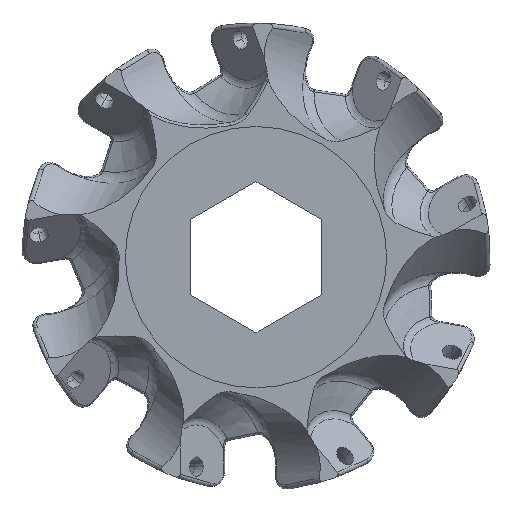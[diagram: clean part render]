
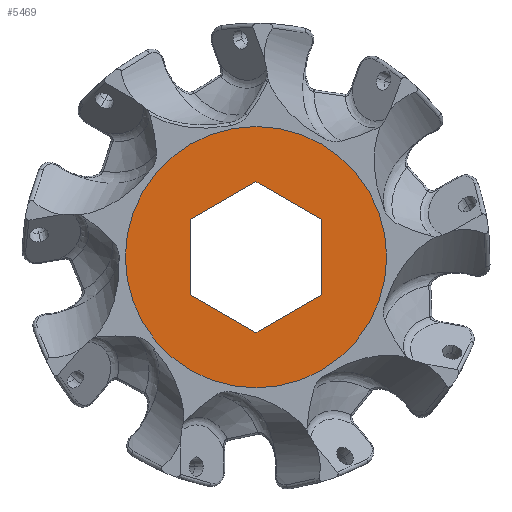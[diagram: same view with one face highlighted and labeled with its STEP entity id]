
A CAD part, front view. The second image highlights one B-rep face of the part: STEP entity #5469.
In plain terms, the highlighted planar face has unit normal (0, -1, 0).
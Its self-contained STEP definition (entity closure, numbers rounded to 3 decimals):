
#17 = AXIS2_PLACEMENT_3D ( 'NONE', #702, #10099, #10248 ) ;
#21 = CARTESIAN_POINT ( 'NONE',  ( 0., 2., -24. ) ) ;
#238 = ORIENTED_EDGE ( 'NONE', *, *, #8715, .T. ) ;
#591 = DIRECTION ( 'NONE',  ( 0., 0., -1. ) ) ;
#632 = ORIENTED_EDGE ( 'NONE', *, *, #5085, .F. ) ;
#675 = EDGE_CURVE ( 'NONE', #1030, #5393, #7364, .T. ) ;
#702 = CARTESIAN_POINT ( 'NONE',  ( 0., 2., 0. ) ) ;
#713 = DIRECTION ( 'NONE',  ( 0., 0., 1. ) ) ;
#990 = EDGE_CURVE ( 'NONE', #3017, #1010, #3253, .T. ) ;
#1010 = VERTEX_POINT ( 'NONE', #8378 ) ;
#1030 = VERTEX_POINT ( 'NONE', #9841 ) ;
#1092 = VERTEX_POINT ( 'NONE', #10250 ) ;
#1346 = DIRECTION ( 'NONE',  ( -0.866, 0., 0.5 ) ) ;
#1663 = VECTOR ( 'NONE', #1895, 1000. ) ;
#1706 = CARTESIAN_POINT ( 'NONE',  ( 12., 2., 6.928 ) ) ;
#1730 = CARTESIAN_POINT ( 'NONE',  ( 0., 2., -13.856 ) ) ;
#1817 = EDGE_LOOP ( 'NONE', ( #6032, #632 ) ) ;
#1839 = ORIENTED_EDGE ( 'NONE', *, *, #675, .T. ) ;
#1895 = DIRECTION ( 'NONE',  ( -0.866, 0., -0.5 ) ) ;
#2010 = FACE_OUTER_BOUND ( 'NONE', #1817, .T. ) ;
#2168 = VERTEX_POINT ( 'NONE', #8419 ) ;
#2220 = CARTESIAN_POINT ( 'NONE',  ( 12., 2., -6.928 ) ) ;
#2480 = VECTOR ( 'NONE', #713, 1000. ) ;
#2651 = CIRCLE ( 'NONE', #4793, 24. ) ;
#2886 = DIRECTION ( 'NONE',  ( 0., -1., 0. ) ) ;
#2914 = ORIENTED_EDGE ( 'NONE', *, *, #9271, .T. ) ;
#3017 = VERTEX_POINT ( 'NONE', #9143 ) ;
#3253 = LINE ( 'NONE', #1706, #8650 ) ;
#3527 = CARTESIAN_POINT ( 'NONE',  ( -12., 2., -6.928 ) ) ;
#3825 = ORIENTED_EDGE ( 'NONE', *, *, #10255, .T. ) ;
#3844 = LINE ( 'NONE', #5491, #4741 ) ;
#3938 = ORIENTED_EDGE ( 'NONE', *, *, #990, .T. ) ;
#4521 = CIRCLE ( 'NONE', #17, 24. ) ;
#4642 = LINE ( 'NONE', #2220, #6248 ) ;
#4741 = VECTOR ( 'NONE', #10213, 1000. ) ;
#4793 = AXIS2_PLACEMENT_3D ( 'NONE', #8632, #8780, #6324 ) ;
#4868 = DIRECTION ( 'NONE',  ( 0.866, 0., -0.5 ) ) ;
#5085 = EDGE_CURVE ( 'NONE', #10052, #2168, #4521, .T. ) ;
#5199 = LINE ( 'NONE', #8772, #2480 ) ;
#5205 = ORIENTED_EDGE ( 'NONE', *, *, #9854, .T. ) ;
#5393 = VERTEX_POINT ( 'NONE', #7034 ) ;
#5469 = ADVANCED_FACE ( 'NONE', ( #2010, #9988 ), #6942, .T. ) ;
#5491 = CARTESIAN_POINT ( 'NONE',  ( 0., 2., 13.856 ) ) ;
#5917 = CARTESIAN_POINT ( 'NONE',  ( -12., 2., 6.928 ) ) ;
#5969 = LINE ( 'NONE', #3527, #6919 ) ;
#6032 = ORIENTED_EDGE ( 'NONE', *, *, #9167, .F. ) ;
#6248 = VECTOR ( 'NONE', #591, 1000. ) ;
#6324 = DIRECTION ( 'NONE',  ( 0., 0., -1. ) ) ;
#6465 = EDGE_LOOP ( 'NONE', ( #5205, #238, #2914, #3938, #3825, #1839 ) ) ;
#6919 = VECTOR ( 'NONE', #1346, 1000. ) ;
#6942 = PLANE ( 'NONE',  #10188 ) ;
#7034 = CARTESIAN_POINT ( 'NONE',  ( 0., 2., -13.856 ) ) ;
#7364 = LINE ( 'NONE', #1730, #1663 ) ;
#7534 = CARTESIAN_POINT ( 'NONE',  ( 0., 2., 0. ) ) ;
#7772 = VERTEX_POINT ( 'NONE', #5917 ) ;
#8378 = CARTESIAN_POINT ( 'NONE',  ( 12., 2., 6.928 ) ) ;
#8419 = CARTESIAN_POINT ( 'NONE',  ( 0., 2., 24. ) ) ;
#8632 = CARTESIAN_POINT ( 'NONE',  ( 0., 2., 0. ) ) ;
#8650 = VECTOR ( 'NONE', #4868, 1000. ) ;
#8715 = EDGE_CURVE ( 'NONE', #1092, #7772, #5199, .T. ) ;
#8772 = CARTESIAN_POINT ( 'NONE',  ( -12., 2., 6.928 ) ) ;
#8780 = DIRECTION ( 'NONE',  ( 0., 1., 0. ) ) ;
#9143 = CARTESIAN_POINT ( 'NONE',  ( 0., 2., 13.856 ) ) ;
#9167 = EDGE_CURVE ( 'NONE', #2168, #10052, #2651, .T. ) ;
#9271 = EDGE_CURVE ( 'NONE', #7772, #3017, #3844, .T. ) ;
#9841 = CARTESIAN_POINT ( 'NONE',  ( 12., 2., -6.928 ) ) ;
#9854 = EDGE_CURVE ( 'NONE', #5393, #1092, #5969, .T. ) ;
#9988 = FACE_BOUND ( 'NONE', #6465, .T. ) ;
#10052 = VERTEX_POINT ( 'NONE', #21 ) ;
#10099 = DIRECTION ( 'NONE',  ( 0., 1., 0. ) ) ;
#10133 = DIRECTION ( 'NONE',  ( 0., 0., -1. ) ) ;
#10188 = AXIS2_PLACEMENT_3D ( 'NONE', #7534, #2886, #10133 ) ;
#10213 = DIRECTION ( 'NONE',  ( 0.866, 0., 0.5 ) ) ;
#10248 = DIRECTION ( 'NONE',  ( 0., 0., -1. ) ) ;
#10250 = CARTESIAN_POINT ( 'NONE',  ( -12., 2., -6.928 ) ) ;
#10255 = EDGE_CURVE ( 'NONE', #1010, #1030, #4642, .T. ) ;
